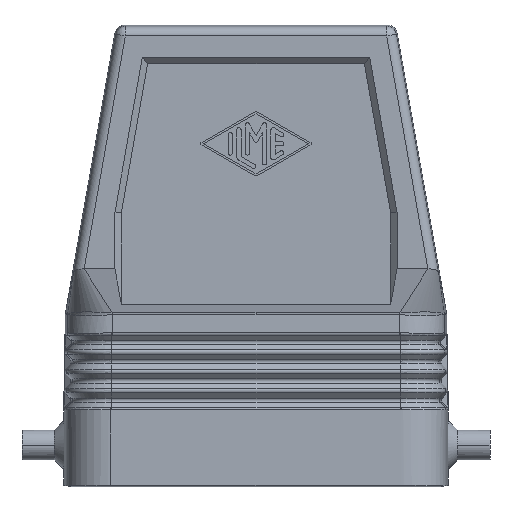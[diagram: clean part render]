
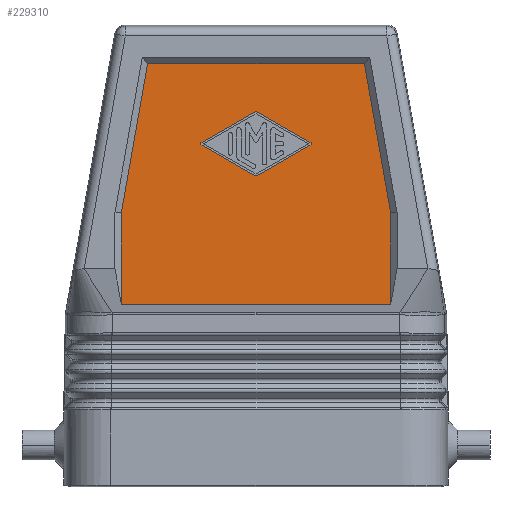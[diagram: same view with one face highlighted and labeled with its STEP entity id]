
A CAD part, left-side view. The second image highlights one B-rep face of the part: STEP entity #229310.
In plain terms, the highlighted planar face has unit normal (-1, 0, 0).
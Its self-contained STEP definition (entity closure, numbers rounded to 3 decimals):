
#99030=CARTESIAN_POINT('',(27.874,64.361,
44.579));
#99040=DIRECTION('',(1.,0.,0.));
#99050=DIRECTION('',(0.,1.,0.));
#99060=AXIS2_PLACEMENT_3D('',#99030,#99040,#99050);
#99070=PLANE('',#99060);
#99080=CARTESIAN_POINT('',(27.874,0.,29.793));
#99090=DIRECTION('',(0.,0.868,0.496));
#99100=VECTOR('',#99090,1.);
#99110=LINE('',#99080,#99100);
#99120=CARTESIAN_POINT('',(27.874,41.728,
53.645));
#99130=VERTEX_POINT('',#99120);
#99140=CARTESIAN_POINT('',(27.874,50.145,
58.456));
#99150=VERTEX_POINT('',#99140);
#99160=EDGE_CURVE('',#99130,#99150,#99110,.T.);
#99180=CARTESIAN_POINT('',(27.874,41.811,53.5));
#99190=DIRECTION('',(-1.,0.,0.));
#99200=DIRECTION('',(0.,-1.,0.));
#99210=AXIS2_PLACEMENT_3D('',#99180,#99190,#99200);
#99220=CIRCLE('',#99210,0.167);
#99230=CARTESIAN_POINT('',(27.874,41.728,
53.355));
#99240=VERTEX_POINT('',#99230);
#99250=EDGE_CURVE('',#99240,#99130,#99220,.T.);
#99270=CARTESIAN_POINT('',(27.874,0.,77.207));
#99280=DIRECTION('',(0.,-0.868,0.496));
#99290=VECTOR('',#99280,1.);
#99300=LINE('',#99270,#99290);
#99310=CARTESIAN_POINT('',(27.874,50.145,
48.544));
#99320=VERTEX_POINT('',#99310);
#99330=EDGE_CURVE('',#99320,#99240,#99300,.T.);
#99350=CARTESIAN_POINT('',(27.874,50.31,48.834));
#99360=DIRECTION('',(-1.,0.,0.));
#99370=DIRECTION('',(0.,-1.,0.));
#99380=AXIS2_PLACEMENT_3D('',#99350,#99360,#99370);
#99390=CIRCLE('',#99380,0.333);
#99400=CARTESIAN_POINT('',(27.874,50.475,
48.544));
#99410=VERTEX_POINT('',#99400);
#99420=EDGE_CURVE('',#99410,#99320,#99390,.T.);
#99440=CARTESIAN_POINT('',(27.874,0.,19.693));
#99450=DIRECTION('',(0.,-0.868,-0.496));
#99460=VECTOR('',#99450,1.);
#99470=LINE('',#99440,#99460);
#99480=CARTESIAN_POINT('',(27.874,58.892,
53.355));
#99490=VERTEX_POINT('',#99480);
#99500=EDGE_CURVE('',#99490,#99410,#99470,.T.);
#99520=CARTESIAN_POINT('',(27.874,58.809,53.5));
#99530=DIRECTION('',(-1.,0.,0.));
#99540=DIRECTION('',(0.,-1.,0.));
#99550=AXIS2_PLACEMENT_3D('',#99520,#99530,#99540);
#99560=CIRCLE('',#99550,0.167);
#99570=CARTESIAN_POINT('',(27.874,58.892,
53.645));
#99580=VERTEX_POINT('',#99570);
#99590=EDGE_CURVE('',#99580,#99490,#99560,.T.);
#99610=CARTESIAN_POINT('',(27.874,0.,87.307));
#99620=DIRECTION('',(0.,0.868,-0.496));
#99630=VECTOR('',#99620,1.);
#99640=LINE('',#99610,#99630);
#99650=CARTESIAN_POINT('',(27.874,50.475,
58.456));
#99660=VERTEX_POINT('',#99650);
#99670=EDGE_CURVE('',#99660,#99580,#99640,.T.);
#99690=CARTESIAN_POINT('',(27.874,50.31,58.166));
#99700=DIRECTION('',(-1.,0.,0.));
#99710=DIRECTION('',(0.,-1.,0.));
#99720=AXIS2_PLACEMENT_3D('',#99690,#99700,#99710);
#99730=CIRCLE('',#99720,0.333);
#99740=EDGE_CURVE('',#99150,#99660,#99730,.T.);
#137700=CARTESIAN_POINT('',(27.874,29.31,12.));
#137710=DIRECTION('',(0.,-0.,1.));
#137720=VECTOR('',#137710,1.);
#137730=LINE('',#137700,#137720);
#137740=CARTESIAN_POINT('',(27.874,29.31,28.452));
#137750=VERTEX_POINT('',#137740);
#137760=CARTESIAN_POINT('',(27.874,29.31,42.737));
#137770=VERTEX_POINT('',#137760);
#137780=EDGE_CURVE('',#137750,#137770,#137730,.T.);
#144500=CARTESIAN_POINT('',(27.874,71.31,42.737));
#144510=VERTEX_POINT('',#144500);
#144540=CARTESIAN_POINT('',(27.874,71.31,12.));
#144550=DIRECTION('',(0.,-0.,1.));
#144560=VECTOR('',#144550,1.);
#144570=LINE('',#144540,#144560);
#144580=CARTESIAN_POINT('',(27.874,71.31,28.452));
#144590=VERTEX_POINT('',#144580);
#144600=EDGE_CURVE('',#144590,#144510,#144570,.T.);
#158710=CARTESIAN_POINT('',(27.874,0.,28.452));
#158720=DIRECTION('',(-0.,1.,0.));
#158730=VECTOR('',#158720,1.);
#158740=LINE('',#158710,#158730);
#158750=EDGE_CURVE('',#137750,#144590,#158740,.T.);
#220680=CARTESIAN_POINT('',(27.874,23.89,12.));
#220690=DIRECTION('',(0.,0.174,0.985));
#220700=VECTOR('',#220690,1.);
#220710=LINE('',#220680,#220700);
#220720=CARTESIAN_POINT('',(27.874,33.412,66.));
#220730=VERTEX_POINT('',#220720);
#220740=EDGE_CURVE('',#137770,#220730,#220710,.T.);
#229010=ORIENTED_EDGE('',*,*,#144600,.F.);
#229020=CARTESIAN_POINT('',(27.874,76.73,12.));
#229030=DIRECTION('',(0.,-0.174,0.985));
#229040=VECTOR('',#229030,1.);
#229050=LINE('',#229020,#229040);
#229060=CARTESIAN_POINT('',(27.874,67.208,66.));
#229070=VERTEX_POINT('',#229060);
#229080=EDGE_CURVE('',#144510,#229070,#229050,.T.);
#229090=ORIENTED_EDGE('',*,*,#229080,.F.);
#229100=CARTESIAN_POINT('',(27.874,0.,66.));
#229110=DIRECTION('',(0.,-1.,0.));
#229120=VECTOR('',#229110,1.);
#229130=LINE('',#229100,#229120);
#229140=EDGE_CURVE('',#229070,#220730,#229130,.T.);
#229150=ORIENTED_EDGE('',*,*,#229140,.F.);
#229160=ORIENTED_EDGE('',*,*,#220740,.T.);
#229170=ORIENTED_EDGE('',*,*,#137780,.T.);
#229180=ORIENTED_EDGE('',*,*,#158750,.F.);
#229190=EDGE_LOOP('',(#229180,#229170,#229160,#229150,#229090,#229010));
#229200=FACE_OUTER_BOUND('',#229190,.T.);
#229210=ORIENTED_EDGE('',*,*,#99670,.F.);
#229220=ORIENTED_EDGE('',*,*,#99590,.F.);
#229230=ORIENTED_EDGE('',*,*,#99500,.F.);
#229240=ORIENTED_EDGE('',*,*,#99420,.F.);
#229250=ORIENTED_EDGE('',*,*,#99330,.F.);
#229260=ORIENTED_EDGE('',*,*,#99250,.F.);
#229270=ORIENTED_EDGE('',*,*,#99160,.F.);
#229280=ORIENTED_EDGE('',*,*,#99740,.F.);
#229290=EDGE_LOOP('',(#229280,#229270,#229260,#229250,#229240,#229230,
#229220,#229210));
#229300=FACE_BOUND('',#229290,.T.);
#229310=ADVANCED_FACE('',(#229200,#229300),#99070,.F.);
